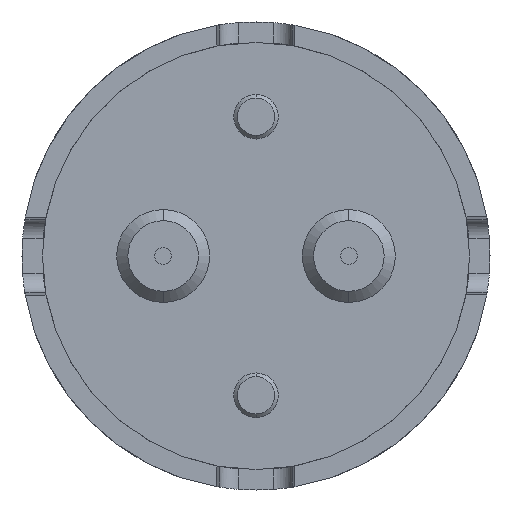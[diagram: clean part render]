
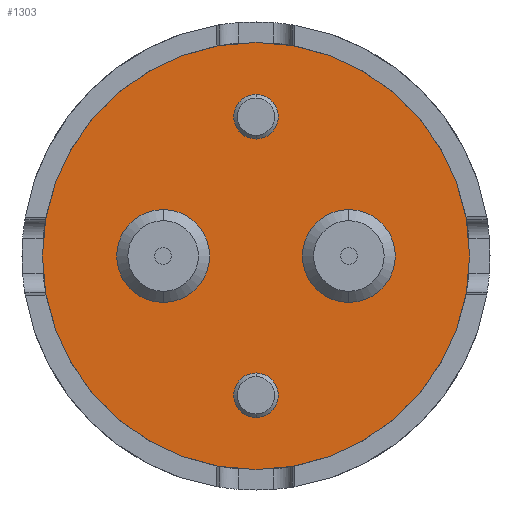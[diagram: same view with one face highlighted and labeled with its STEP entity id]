
A CAD part, front view. The second image highlights one B-rep face of the part: STEP entity #1303.
In plain terms, the highlighted planar face has unit normal (0, -1, 0).
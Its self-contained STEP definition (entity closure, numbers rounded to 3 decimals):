
#3 = DIRECTION ( 'NONE',  ( 0., 0., -1. ) ) ;
#36 = CIRCLE ( 'NONE', #1851, 0.6 ) ;
#37 = ORIENTED_EDGE ( 'NONE', *, *, #1624, .T. ) ;
#52 = AXIS2_PLACEMENT_3D ( 'NONE', #1924, #778, #140 ) ;
#96 = AXIS2_PLACEMENT_3D ( 'NONE', #1602, #1190, #231 ) ;
#108 = DIRECTION ( 'NONE',  ( 0., 0., -1. ) ) ;
#112 = DIRECTION ( 'NONE',  ( 0., 0., -1. ) ) ;
#129 = AXIS2_PLACEMENT_3D ( 'NONE', #443, #451, #112 ) ;
#140 = DIRECTION ( 'NONE',  ( 0., 0., -1. ) ) ;
#154 = ORIENTED_EDGE ( 'NONE', *, *, #1325, .T. ) ;
#231 = DIRECTION ( 'NONE',  ( 0., 0., -1. ) ) ;
#241 = ORIENTED_EDGE ( 'NONE', *, *, #255, .T. ) ;
#254 = DIRECTION ( 'NONE',  ( 0., 1., 0. ) ) ;
#255 = EDGE_CURVE ( 'NONE', #1987, #380, #36, .T. ) ;
#273 = CARTESIAN_POINT ( 'NONE',  ( 0., 0.9, 3.75 ) ) ;
#291 = EDGE_LOOP ( 'NONE', ( #1979, #37 ) ) ;
#380 = VERTEX_POINT ( 'NONE', #731 ) ;
#397 = CIRCLE ( 'NONE', #1508, 5.75 ) ;
#427 = DIRECTION ( 'NONE',  ( 0., 0., -1. ) ) ;
#429 = CIRCLE ( 'NONE', #52, 1.25 ) ;
#431 = CIRCLE ( 'NONE', #1167, 5.75 ) ;
#439 = CARTESIAN_POINT ( 'NONE',  ( 0., 0.9, -3.15 ) ) ;
#443 = CARTESIAN_POINT ( 'NONE',  ( 0., 0.9, -3.75 ) ) ;
#451 = DIRECTION ( 'NONE',  ( 0., 1., 0. ) ) ;
#463 = DIRECTION ( 'NONE',  ( 0., 0., -1. ) ) ;
#472 = EDGE_CURVE ( 'NONE', #1048, #482, #397, .T. ) ;
#482 = VERTEX_POINT ( 'NONE', #601 ) ;
#505 = ORIENTED_EDGE ( 'NONE', *, *, #472, .F. ) ;
#557 = CARTESIAN_POINT ( 'NONE',  ( -2.5, 0.9, 1.25 ) ) ;
#561 = AXIS2_PLACEMENT_3D ( 'NONE', #944, #1584, #786 ) ;
#587 = EDGE_CURVE ( 'NONE', #482, #1048, #431, .T. ) ;
#597 = AXIS2_PLACEMENT_3D ( 'NONE', #817, #1458, #3 ) ;
#601 = CARTESIAN_POINT ( 'NONE',  ( 0., 0.9, -5.75 ) ) ;
#633 = CIRCLE ( 'NONE', #129, 0.6 ) ;
#655 = VERTEX_POINT ( 'NONE', #977 ) ;
#731 = CARTESIAN_POINT ( 'NONE',  ( 0., 0.9, 3.15 ) ) ;
#766 = PLANE ( 'NONE',  #1975 ) ;
#778 = DIRECTION ( 'NONE',  ( 0., 1., 0. ) ) ;
#786 = DIRECTION ( 'NONE',  ( 0., 0., -1. ) ) ;
#813 = EDGE_LOOP ( 'NONE', ( #1501, #1852 ) ) ;
#817 = CARTESIAN_POINT ( 'NONE',  ( -2.5, 0.9, 0. ) ) ;
#847 = CARTESIAN_POINT ( 'NONE',  ( 2.5, 0.9, -1.25 ) ) ;
#863 = VERTEX_POINT ( 'NONE', #1707 ) ;
#896 = FACE_BOUND ( 'NONE', #291, .T. ) ;
#907 = FACE_OUTER_BOUND ( 'NONE', #2009, .T. ) ;
#925 = ORIENTED_EDGE ( 'NONE', *, *, #2033, .F. ) ;
#943 = CARTESIAN_POINT ( 'NONE',  ( 0., 0.9, 0. ) ) ;
#944 = CARTESIAN_POINT ( 'NONE',  ( 0., 0.9, -3.75 ) ) ;
#965 = DIRECTION ( 'NONE',  ( 0., 1., 0. ) ) ;
#977 = CARTESIAN_POINT ( 'NONE',  ( -2.5, 0.9, -1.25 ) ) ;
#981 = CIRCLE ( 'NONE', #1712, 0.6 ) ;
#1012 = CIRCLE ( 'NONE', #96, 1.25 ) ;
#1030 = CARTESIAN_POINT ( 'NONE',  ( 0., 0.9, 3.75 ) ) ;
#1046 = EDGE_CURVE ( 'NONE', #1345, #863, #633, .T. ) ;
#1048 = VERTEX_POINT ( 'NONE', #1910 ) ;
#1062 = FACE_BOUND ( 'NONE', #813, .T. ) ;
#1167 = AXIS2_PLACEMENT_3D ( 'NONE', #1479, #1921, #1635 ) ;
#1168 = EDGE_CURVE ( 'NONE', #2038, #1715, #1012, .T. ) ;
#1189 = ORIENTED_EDGE ( 'NONE', *, *, #587, .F. ) ;
#1190 = DIRECTION ( 'NONE',  ( 0., 1., 0. ) ) ;
#1216 = DIRECTION ( 'NONE',  ( 0., 1., 0. ) ) ;
#1230 = EDGE_CURVE ( 'NONE', #655, #1909, #1245, .T. ) ;
#1245 = CIRCLE ( 'NONE', #597, 1.25 ) ;
#1247 = ORIENTED_EDGE ( 'NONE', *, *, #1230, .F. ) ;
#1278 = CARTESIAN_POINT ( 'NONE',  ( 2.5, 0.9, 1.25 ) ) ;
#1303 = ADVANCED_FACE ( 'NONE', ( #1696, #1062, #896, #2028, #907 ), #766, .T. ) ;
#1325 = EDGE_CURVE ( 'NONE', #380, #1987, #981, .T. ) ;
#1345 = VERTEX_POINT ( 'NONE', #439 ) ;
#1358 = CARTESIAN_POINT ( 'NONE',  ( 0., 0.9, 4.35 ) ) ;
#1411 = DIRECTION ( 'NONE',  ( 0., -1., 0. ) ) ;
#1432 = DIRECTION ( 'NONE',  ( 0., -1., 0. ) ) ;
#1458 = DIRECTION ( 'NONE',  ( 0., -1., 0. ) ) ;
#1479 = CARTESIAN_POINT ( 'NONE',  ( 0., 0.9, 0. ) ) ;
#1501 = ORIENTED_EDGE ( 'NONE', *, *, #1821, .T. ) ;
#1505 = AXIS2_PLACEMENT_3D ( 'NONE', #1566, #1432, #2029 ) ;
#1508 = AXIS2_PLACEMENT_3D ( 'NONE', #943, #965, #463 ) ;
#1537 = CARTESIAN_POINT ( 'NONE',  ( -6.3, 0.9, 0. ) ) ;
#1549 = DIRECTION ( 'NONE',  ( 0., 0., -1. ) ) ;
#1566 = CARTESIAN_POINT ( 'NONE',  ( -2.5, 0.9, 0. ) ) ;
#1584 = DIRECTION ( 'NONE',  ( 0., 1., 0. ) ) ;
#1602 = CARTESIAN_POINT ( 'NONE',  ( 2.5, 0.9, 0. ) ) ;
#1624 = EDGE_CURVE ( 'NONE', #863, #1345, #1638, .T. ) ;
#1635 = DIRECTION ( 'NONE',  ( 0., 0., -1. ) ) ;
#1638 = CIRCLE ( 'NONE', #561, 0.6 ) ;
#1696 = FACE_BOUND ( 'NONE', #2023, .T. ) ;
#1707 = CARTESIAN_POINT ( 'NONE',  ( 0., 0.9, -4.35 ) ) ;
#1712 = AXIS2_PLACEMENT_3D ( 'NONE', #273, #254, #108 ) ;
#1715 = VERTEX_POINT ( 'NONE', #847 ) ;
#1723 = EDGE_LOOP ( 'NONE', ( #1247, #925 ) ) ;
#1821 = EDGE_CURVE ( 'NONE', #1715, #2038, #429, .T. ) ;
#1851 = AXIS2_PLACEMENT_3D ( 'NONE', #1030, #1216, #427 ) ;
#1852 = ORIENTED_EDGE ( 'NONE', *, *, #1168, .T. ) ;
#1909 = VERTEX_POINT ( 'NONE', #557 ) ;
#1910 = CARTESIAN_POINT ( 'NONE',  ( 0., 0.9, 5.75 ) ) ;
#1921 = DIRECTION ( 'NONE',  ( 0., 1., 0. ) ) ;
#1924 = CARTESIAN_POINT ( 'NONE',  ( 2.5, 0.9, 0. ) ) ;
#1933 = CIRCLE ( 'NONE', #1505, 1.25 ) ;
#1975 = AXIS2_PLACEMENT_3D ( 'NONE', #1537, #1411, #1549 ) ;
#1979 = ORIENTED_EDGE ( 'NONE', *, *, #1046, .T. ) ;
#1987 = VERTEX_POINT ( 'NONE', #1358 ) ;
#2009 = EDGE_LOOP ( 'NONE', ( #505, #1189 ) ) ;
#2023 = EDGE_LOOP ( 'NONE', ( #241, #154 ) ) ;
#2028 = FACE_BOUND ( 'NONE', #1723, .T. ) ;
#2029 = DIRECTION ( 'NONE',  ( 0., 0., -1. ) ) ;
#2033 = EDGE_CURVE ( 'NONE', #1909, #655, #1933, .T. ) ;
#2038 = VERTEX_POINT ( 'NONE', #1278 ) ;
